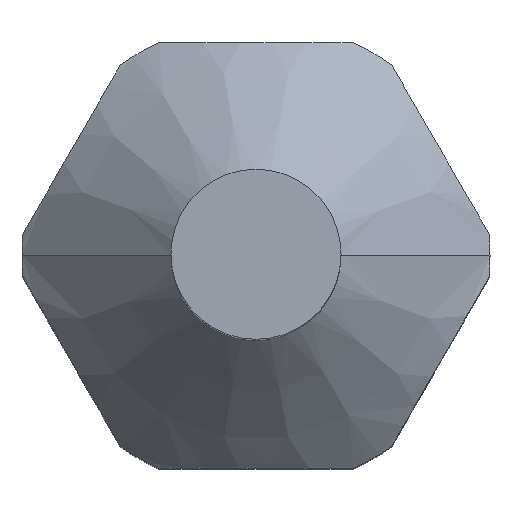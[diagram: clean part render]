
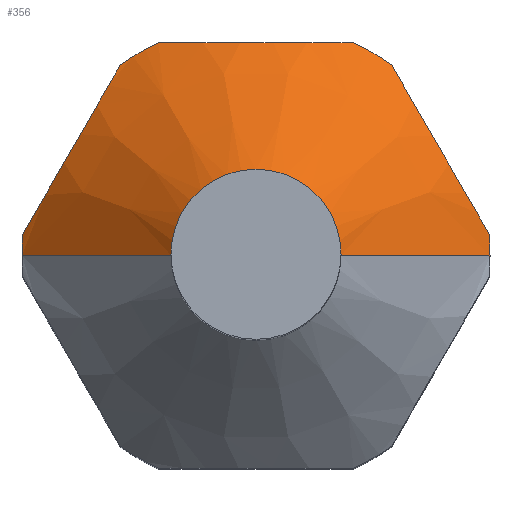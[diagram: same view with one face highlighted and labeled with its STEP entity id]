
A CAD part, top view. The second image highlights one B-rep face of the part: STEP entity #356.
In plain terms, the highlighted conical face has half-angle 45 degrees and reference radius 3.75 mm.
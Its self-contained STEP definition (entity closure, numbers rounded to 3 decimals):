
#200=VERTEX_POINT('',#562);
#204=VERTEX_POINT('',#567);
#222=VERTEX_POINT('',#586);
#230=EDGE_CURVE('',#450,#200,#595,.T.);
#338=EDGE_CURVE('',#408,#400,#716,.T.);
#342=EDGE_CURVE('',#410,#486,#720,.T.);
#350=EDGE_CURVE('',#408,#490,#729,.T.);
#356=ADVANCED_FACE('',(#736),#737,.T.);
#400=VERTEX_POINT('',#787);
#408=VERTEX_POINT('',#796);
#410=VERTEX_POINT('',#798);
#432=EDGE_CURVE('',#204,#400,#823,.T.);
#440=EDGE_CURVE('',#204,#200,#832,.T.);
#450=VERTEX_POINT('',#842);
#484=EDGE_CURVE('',#490,#520,#881,.T.);
#486=VERTEX_POINT('',#883);
#490=VERTEX_POINT('',#887);
#494=EDGE_CURVE('',#520,#486,#891,.T.);
#502=EDGE_CURVE('',#410,#222,#900,.T.);
#520=VERTEX_POINT('',#920);
#522=EDGE_CURVE('',#450,#222,#922,.T.);
#562=CARTESIAN_POINT('',(2.291,5.0,13.0));
#567=CARTESIAN_POINT('',(3.184,4.484,13.0));
#586=CARTESIAN_POINT('',(-3.184,4.484,13.0));
#595=(B_SPLINE_CURVE(2,(#1021,#1022,#1023),.UNSPECIFIED.,.F.,.F.)B_SPLINE_CURVE_WITH_KNOTS((3,3),(0.0,4.69),.UNSPECIFIED.)RATIONAL_B_SPLINE_CURVE((1.0,1.1,1.0))BOUNDED_CURVE()REPRESENTATION_ITEM('')GEOMETRIC_REPRESENTATION_ITEM()CURVE());
#716=CIRCLE('',#1236,5.5);
#720=CIRCLE('',#1241,5.5);
#729=LINE('',#1254,#1255);
#736=FACE_OUTER_BOUND('',#1264,.T.);
#737=CONICAL_SURFACE('',#1265,3.75,0.785);
#787=CARTESIAN_POINT('',(5.476,0.516,13.0));
#796=CARTESIAN_POINT('',(5.5,0.,13.0));
#798=CARTESIAN_POINT('',(-5.476,0.516,13.0));
#823=(B_SPLINE_CURVE(2,(#1408,#1409,#1410),.UNSPECIFIED.,.F.,.F.)B_SPLINE_CURVE_WITH_KNOTS((3,3),(0.0,4.69),.UNSPECIFIED.)RATIONAL_B_SPLINE_CURVE((1.0,1.1,1.0))BOUNDED_CURVE()REPRESENTATION_ITEM('')GEOMETRIC_REPRESENTATION_ITEM()CURVE());
#832=CIRCLE('',#1439,5.5);
#842=CARTESIAN_POINT('',(-2.291,5.0,13.0));
#881=CIRCLE('',#1512,2.0);
#883=CARTESIAN_POINT('',(-5.5,0.,13.0));
#887=CARTESIAN_POINT('',(2.0,0.,16.5));
#891=LINE('',#1524,#1525);
#900=(B_SPLINE_CURVE(2,(#1549,#1550,#1551),.UNSPECIFIED.,.F.,.F.)B_SPLINE_CURVE_WITH_KNOTS((3,3),(0.0,4.69),.UNSPECIFIED.)RATIONAL_B_SPLINE_CURVE((1.0,1.1,1.0))BOUNDED_CURVE()REPRESENTATION_ITEM('')GEOMETRIC_REPRESENTATION_ITEM()CURVE());
#920=CARTESIAN_POINT('',(-2.0,0.,16.5));
#922=CIRCLE('',#1581,5.5);
#1021=CARTESIAN_POINT('',(-2.291,5.0,13.0));
#1022=CARTESIAN_POINT('',(0.,5.0,13.955));
#1023=CARTESIAN_POINT('',(2.291,5.0,13.0));
#1236=AXIS2_PLACEMENT_3D('',#1815,#1816,#1817);
#1241=AXIS2_PLACEMENT_3D('',#1818,#1819,#1820);
#1254=CARTESIAN_POINT('',(3.75,0.,14.75));
#1255=VECTOR('',#1833,1.0);
#1264=EDGE_LOOP('',(#1844,#1845,#1846,#1847,#1848,#1849,#1850,#1851,#1852,#1853));
#1265=AXIS2_PLACEMENT_3D('',#1854,#1855,#1856);
#1408=CARTESIAN_POINT('',(3.184,4.484,13.0));
#1409=CARTESIAN_POINT('',(4.33,2.5,13.955));
#1410=CARTESIAN_POINT('',(5.476,0.516,13.0));
#1439=AXIS2_PLACEMENT_3D('',#1980,#1981,#1982);
#1512=AXIS2_PLACEMENT_3D('',#2037,#2038,#2039);
#1524=CARTESIAN_POINT('',(-3.75,0.,14.75));
#1525=VECTOR('',#2043,1.0);
#1549=CARTESIAN_POINT('',(-5.476,0.516,13.0));
#1550=CARTESIAN_POINT('',(-4.33,2.5,13.955));
#1551=CARTESIAN_POINT('',(-3.184,4.484,13.0));
#1581=AXIS2_PLACEMENT_3D('',#2073,#2074,#2075);
#1815=CARTESIAN_POINT('',(0.,0.,13.0));
#1816=DIRECTION('',(0.,0.,1.0));
#1817=DIRECTION('',(-1.0,0.,0.0));
#1818=CARTESIAN_POINT('',(0.,0.,13.0));
#1819=DIRECTION('',(0.,0.,1.0));
#1820=DIRECTION('',(-1.0,0.,0.0));
#1833=DIRECTION('',(-0.707,0.,0.707));
#1844=ORIENTED_EDGE('',*,*,#494,.F.);
#1845=ORIENTED_EDGE('',*,*,#484,.F.);
#1846=ORIENTED_EDGE('',*,*,#350,.F.);
#1847=ORIENTED_EDGE('',*,*,#338,.T.);
#1848=ORIENTED_EDGE('',*,*,#432,.F.);
#1849=ORIENTED_EDGE('',*,*,#440,.T.);
#1850=ORIENTED_EDGE('',*,*,#230,.F.);
#1851=ORIENTED_EDGE('',*,*,#522,.T.);
#1852=ORIENTED_EDGE('',*,*,#502,.F.);
#1853=ORIENTED_EDGE('',*,*,#342,.T.);
#1854=CARTESIAN_POINT('',(0.,0.,14.75));
#1855=DIRECTION('',(0.,0.,-1.0));
#1856=DIRECTION('',(-1.0,0.,0.0));
#1980=CARTESIAN_POINT('',(0.,0.,13.0));
#1981=DIRECTION('',(0.,0.,1.0));
#1982=DIRECTION('',(-1.0,0.,0.0));
#2037=CARTESIAN_POINT('',(0.,0.,16.5));
#2038=DIRECTION('',(0.,0.,1.0));
#2039=DIRECTION('',(-1.0,0.,0.0));
#2043=DIRECTION('',(-0.707,0.,-0.707));
#2073=CARTESIAN_POINT('',(0.,0.,13.0));
#2074=DIRECTION('',(0.,0.,1.0));
#2075=DIRECTION('',(-1.0,0.,0.0));
